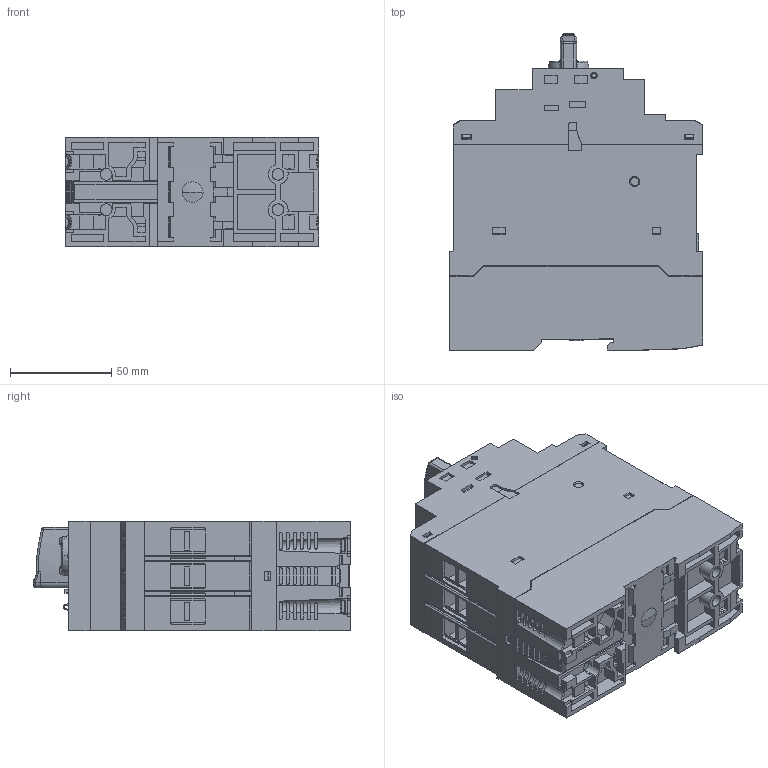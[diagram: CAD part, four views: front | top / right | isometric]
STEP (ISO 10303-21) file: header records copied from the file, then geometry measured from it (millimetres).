
FILE_DESCRIPTION((''),'2;1');
FILE_NAME('ZBC_10004159054_ASM','2021-07-22T',('marketing.praksa'),('Audax d.o.o.'),'CREO PARAMETRIC BY PTC INC, 2017480','CREO PARAMETRIC BY PTC INC, 2017480','');
FILE_SCHEMA(('AUTOMOTIVE_DESIGN { 1 0 10303 214 1 1 1 1 }'));
Products named in the file (9): IMPORTADO2_1; IMPORTADO4_1_2_3; NONE-44656; IMPORTADO5_1_2_3; IMPORTADO6_1_2; NONE-73019; SCRWS; PRT9543; ZBC_10004159054_ASM
Assembly tree (8 placements, depth 2):
  ZBC_10004159054_ASM
    IMPORTADO2_1
    IMPORTADO4_1_2_3
    NONE-44656
    IMPORTADO5_1_2_3
    IMPORTADO6_1_2
    NONE-73019
    SCRWS
    PRT9543
Bounding box: 125.16 x 156.6 x 54 mm (x, y, z)
Volume: 930162.4 mm3; surface area: 137210.2 mm2
Topology: 15 solids, 22 shells, 2222 faces, 6146 edges, 4046 vertices
Faces by surface type: plane 1563, cylinder 443, extrusion 73, torus 49, cone 47, bspline 36, sphere 11
Entity records: 111518 total; most frequent: CARTESIAN_POINT 20069, ORIENTED_EDGE 12266, DIRECTION 10937, PRESENTATION_STYLE_ASSIGNMENT 8443, STYLED_ITEM 8443, CURVE_STYLE 6206, EDGE_CURVE 6133, VECTOR 4573
